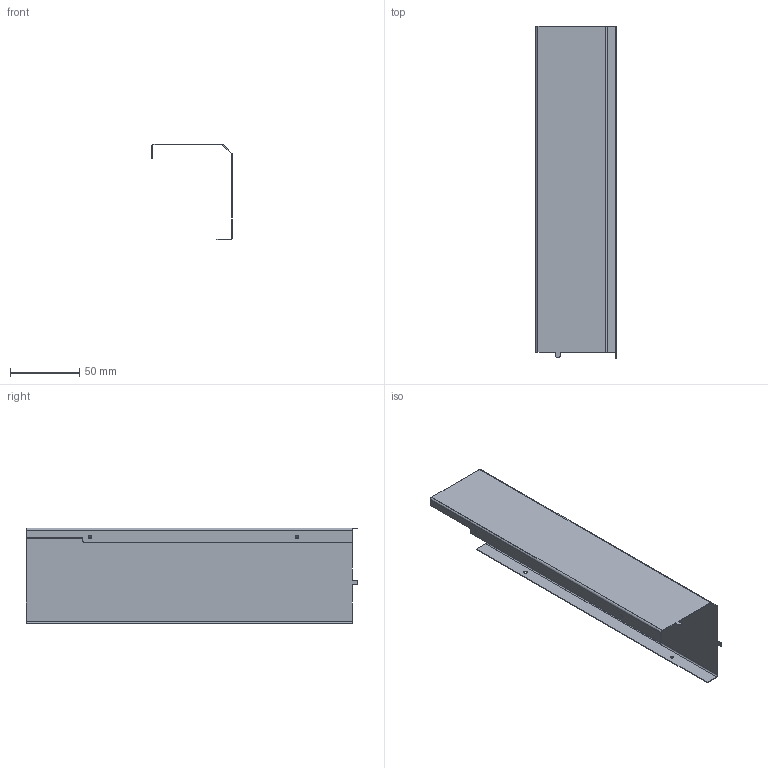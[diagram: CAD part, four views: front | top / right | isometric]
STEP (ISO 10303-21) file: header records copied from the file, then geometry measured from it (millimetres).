
FILE_DESCRIPTION(/* description */ (''),/* implementation_level */ '2;1');
FILE_NAME(/* name */ 'f8e250f0-d760-49dd-8980-cc1eec4353b4.stp',/* time_stamp */ '2017-12-20T19:31:10+00:00',/* author */ (''),/* organization */ (''),/* preprocessor_version */ 'ST-DEVELOPER v16.13',/* originating_system */ 'Autodesk Translation Framework v6.5.0.72',/* authorisation */ '');
FILE_SCHEMA (('AUTOMOTIVE_DESIGN { 1 0 10303 214 3 1 1 }'));
Length unit declared in the file: millimetre
Products named in the file (2): MotorShield right; MotorShieldRight
Assembly tree (1 placements, depth 2):
  MotorShield right
    MotorShieldRight
Bounding box: 58 x 239 x 69 mm (x, y, z)
Volume: 16587.8 mm3; surface area: 66750.6 mm2
Topology: 1 solids, 1 shells, 53 faces, 139 edges, 88 vertices
Faces by surface type: plane 36, cylinder 17
Full cylindrical faces by diameter (mm): 2.5 x4
Entity records: 1702 total; most frequent: DIRECTION 289, CARTESIAN_POINT 284, ORIENTED_EDGE 278, EDGE_CURVE 139, LINE 103, VECTOR 103, AXIS2_PLACEMENT_3D 93, VERTEX_POINT 88
